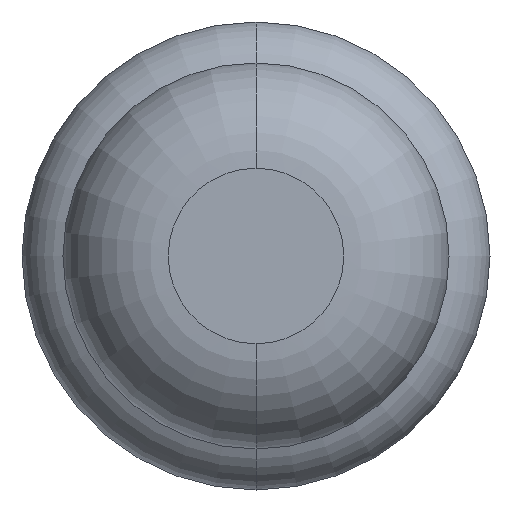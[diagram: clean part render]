
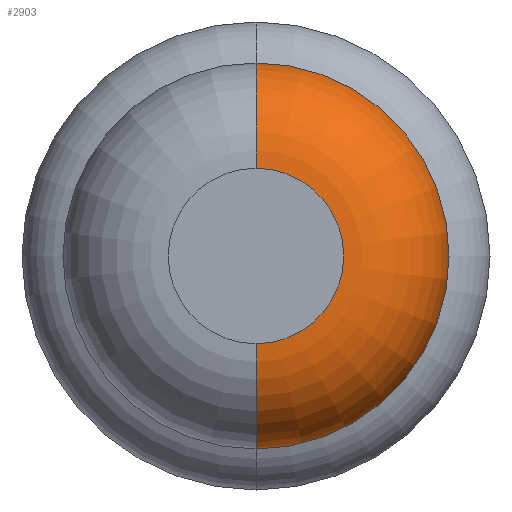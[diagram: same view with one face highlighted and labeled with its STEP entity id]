
A CAD part, front view. The second image highlights one B-rep face of the part: STEP entity #2903.
In plain terms, the highlighted toroidal (fillet/blend) face has major radius 0.375 mm and minor radius 0.45 mm.
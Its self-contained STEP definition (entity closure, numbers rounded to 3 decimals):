
#82 = EDGE_CURVE ( 'Defeature ausgef�hrt6_7+Defeature ausgef�hrt6_6+Defeature ausgef�hrt6_6+Defeature ausgef�hrt6_6', #784, #3254, #842, .T. ) ;
#182 = DIRECTION ( 'NONE',  ( 0., 0., 1. ) ) ;
#297 = DIRECTION ( 'NONE',  ( 0., 0., -1. ) ) ;
#361 = CARTESIAN_POINT ( 'NONE',  ( 0., -29., 0.375 ) ) ;
#389 = CARTESIAN_POINT ( 'NONE',  ( 0., -28.55, 0. ) ) ;
#440 = DIRECTION ( 'NONE',  ( 0., 1., 0. ) ) ;
#453 = DIRECTION ( 'NONE',  ( 0., 0., 1. ) ) ;
#484 = CARTESIAN_POINT ( 'NONE',  ( 0., -28.55, 0.375 ) ) ;
#573 = DIRECTION ( 'NONE',  ( 1., 0., 0. ) ) ;
#784 = VERTEX_POINT ( 'NONE', #361 ) ;
#842 = CIRCLE ( 'NONE', #2112, 0.375 ) ;
#925 = DIRECTION ( 'NONE',  ( 0., 1., 0. ) ) ;
#931 = VERTEX_POINT ( 'NONE', #2455 ) ;
#1029 = CARTESIAN_POINT ( 'NONE',  ( 0., -28.55, -0.375 ) ) ;
#1219 = DIRECTION ( 'NONE',  ( 0., 0., 1. ) ) ;
#1296 = CIRCLE ( 'NONE', #1627, 0.825 ) ;
#1342 = CARTESIAN_POINT ( 'NONE',  ( 0., -29., 0. ) ) ;
#1407 = ORIENTED_EDGE ( 'NONE', *, *, #3341, .F. ) ;
#1457 = EDGE_CURVE ( 'Defeature ausgef�hrt6_8+Defeature ausgef�hrt6_7+Defeature ausgef�hrt6_7+Defeature ausgef�hrt6_7', #2920, #931, #1296, .T. ) ;
#1539 = CARTESIAN_POINT ( 'NONE',  ( 0., -28.55, 0.825 ) ) ;
#1542 = CARTESIAN_POINT ( 'NONE',  ( 0., -29., -0.375 ) ) ;
#1585 = AXIS2_PLACEMENT_3D ( 'NONE', #1029, #573, #297 ) ;
#1627 = AXIS2_PLACEMENT_3D ( 'NONE', #1844, #440, #3285 ) ;
#1844 = CARTESIAN_POINT ( 'NONE',  ( 0., -28.55, 0. ) ) ;
#1906 = AXIS2_PLACEMENT_3D ( 'NONE', #389, #925, #1219 ) ;
#1921 = DIRECTION ( 'NONE',  ( 0., 1., 0. ) ) ;
#2112 = AXIS2_PLACEMENT_3D ( 'NONE', #1342, #1921, #453 ) ;
#2441 = DIRECTION ( 'NONE',  ( -1., 0., 0. ) ) ;
#2455 = CARTESIAN_POINT ( 'NONE',  ( 0., -28.55, -0.825 ) ) ;
#2576 = TOROIDAL_SURFACE ( 'NONE', #1906, 0.375, 0.45 ) ;
#2619 = AXIS2_PLACEMENT_3D ( 'NONE', #484, #2441, #182 ) ;
#2793 = FACE_OUTER_BOUND ( 'NONE', #3509, .T. ) ;
#2846 = ORIENTED_EDGE ( 'NONE', *, *, #3724, .T. ) ;
#2903 = ADVANCED_FACE ( 'Defeature ausgef�hrt6_7', ( #2793 ), #2576, .T. ) ;
#2920 = VERTEX_POINT ( 'NONE', #1539 ) ;
#3225 = ORIENTED_EDGE ( 'NONE', *, *, #82, .T. ) ;
#3232 = CIRCLE ( 'NONE', #1585, 0.45 ) ;
#3254 = VERTEX_POINT ( 'NONE', #1542 ) ;
#3285 = DIRECTION ( 'NONE',  ( 0., 0., 1. ) ) ;
#3341 = EDGE_CURVE ( 'NONE', #784, #2920, #3583, .T. ) ;
#3365 = ORIENTED_EDGE ( 'NONE', *, *, #1457, .F. ) ;
#3509 = EDGE_LOOP ( 'NONE', ( #3225, #2846, #3365, #1407 ) ) ;
#3583 = CIRCLE ( 'NONE', #2619, 0.45 ) ;
#3724 = EDGE_CURVE ( 'NONE', #3254, #931, #3232, .T. ) ;
